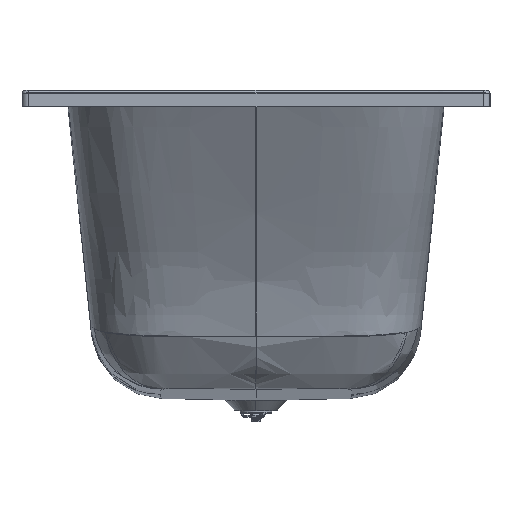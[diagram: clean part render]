
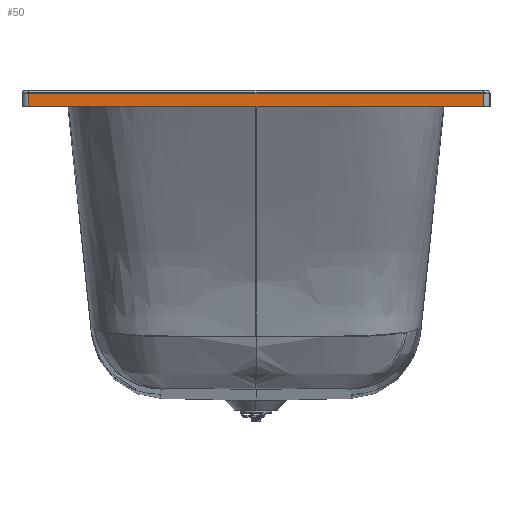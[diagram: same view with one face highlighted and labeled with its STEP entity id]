
A CAD part, left-side view. The second image highlights one B-rep face of the part: STEP entity #50.
In plain terms, the highlighted planar face has unit normal (-1, 0, 0).
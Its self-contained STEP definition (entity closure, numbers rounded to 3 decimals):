
#50=ADVANCED_FACE('',(#438),#5745,.T.);
#438=FACE_OUTER_BOUND('',#827,.T.);
#827=EDGE_LOOP('',(#1283,#1284,#1285,#1286));
#1283=ORIENTED_EDGE('',*,*,#3208,.F.);
#1284=ORIENTED_EDGE('',*,*,#3177,.T.);
#1285=ORIENTED_EDGE('',*,*,#3210,.T.);
#1286=ORIENTED_EDGE('',*,*,#3211,.T.);
#3177=EDGE_CURVE('',#5136,#5134,#4573,.T.);
#3208=EDGE_CURVE('',#5136,#5159,#4593,.T.);
#3210=EDGE_CURVE('',#5134,#5160,#4594,.T.);
#3211=EDGE_CURVE('',#5160,#5159,#4595,.T.);
#4573=B_SPLINE_CURVE_WITH_KNOTS('',1,(#53868,#53869),.UNSPECIFIED.,.F.,
 .F.,(2,2),(-680.,0.),.UNSPECIFIED.);
#4593=B_SPLINE_CURVE_WITH_KNOTS('',1,(#53941,#53942),.UNSPECIFIED.,.F.,
 .F.,(2,2),(-20.,0.),.UNSPECIFIED.);
#4594=B_SPLINE_CURVE_WITH_KNOTS('',1,(#53946,#53947),.UNSPECIFIED.,.F.,
 .F.,(2,2),(-20.,0.),.UNSPECIFIED.);
#4595=B_SPLINE_CURVE_WITH_KNOTS('',1,(#53948,#53949),.UNSPECIFIED.,.F.,
 .F.,(2,2),(0.,680.),.UNSPECIFIED.);
#5134=VERTEX_POINT('',#53718);
#5136=VERTEX_POINT('',#53720);
#5159=VERTEX_POINT('',#53743);
#5160=VERTEX_POINT('',#53744);
#5745=PLANE('',#6113);
#6113=AXIS2_PLACEMENT_3D('',#6461,#6215,$);
#6215=DIRECTION('',(-1.,0.,0.));
#6461=CARTESIAN_POINT('',(-800.,-408.06,259.446));
#53718=CARTESIAN_POINT('',(-800.,-340.,237.386));
#53720=CARTESIAN_POINT('',(-800.,340.,237.386));
#53743=CARTESIAN_POINT('',(-800.,340.,257.386));
#53744=CARTESIAN_POINT('',(-800.,-340.,257.386));
#53868=CARTESIAN_POINT('',(-800.,340.,237.386));
#53869=CARTESIAN_POINT('',(-800.,-340.,237.386));
#53941=CARTESIAN_POINT('',(-800.,340.,237.386));
#53942=CARTESIAN_POINT('',(-800.,340.,257.386));
#53946=CARTESIAN_POINT('',(-800.,-340.,237.386));
#53947=CARTESIAN_POINT('',(-800.,-340.,257.386));
#53948=CARTESIAN_POINT('',(-800.,-340.,257.386));
#53949=CARTESIAN_POINT('',(-800.,340.,257.386));
